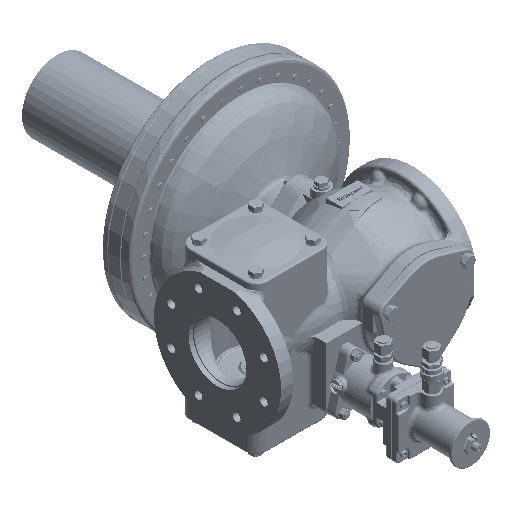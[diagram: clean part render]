
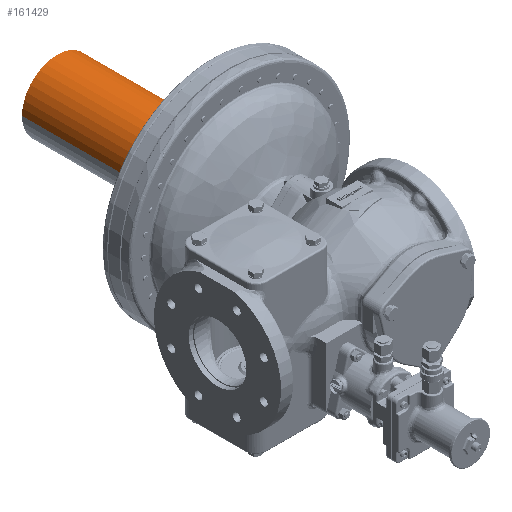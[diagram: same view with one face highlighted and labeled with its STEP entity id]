
A CAD part, isometric view. The second image highlights one B-rep face of the part: STEP entity #161429.
In plain terms, the highlighted cylindrical face has radius 63.5 mm (diameter 127 mm), a partial arc.
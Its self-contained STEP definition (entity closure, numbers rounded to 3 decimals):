
#2818 = CARTESIAN_POINT ( 'NONE',  ( 63.5, 545.28, 0. ) ) ;
#5781 = CARTESIAN_POINT ( 'NONE',  ( -63.5, 545.28, 0. ) ) ;
#15929 = ORIENTED_EDGE ( 'NONE', *, *, #204049, .T. ) ;
#21482 = CIRCLE ( 'NONE', #168883, 63.5 ) ;
#27144 = CARTESIAN_POINT ( 'NONE',  ( -63.5, 545.28, 0. ) ) ;
#38793 = DIRECTION ( 'NONE',  ( 0., -1., 0. ) ) ;
#45137 = LINE ( 'NONE', #27144, #140397 ) ;
#52674 = DIRECTION ( 'NONE',  ( 0., -1., 0. ) ) ;
#65582 = CARTESIAN_POINT ( 'NONE',  ( 0., 340.28, 0. ) ) ;
#74810 = CYLINDRICAL_SURFACE ( 'NONE', #147287, 63.5 ) ;
#76059 = CARTESIAN_POINT ( 'NONE',  ( 0., 545.28, 0. ) ) ;
#76822 = DIRECTION ( 'NONE',  ( 1., 0., 0. ) ) ;
#83549 = DIRECTION ( 'NONE',  ( 1., 0., 0. ) ) ;
#96047 = CIRCLE ( 'NONE', #232168, 63.5 ) ;
#100006 = VECTOR ( 'NONE', #38793, 1000. ) ;
#104545 = VERTEX_POINT ( 'NONE', #111100 ) ;
#111100 = CARTESIAN_POINT ( 'NONE',  ( -63.5, 340.28, 0. ) ) ;
#113921 = ORIENTED_EDGE ( 'NONE', *, *, #197984, .T. ) ;
#129520 = VERTEX_POINT ( 'NONE', #143406 ) ;
#136327 = VERTEX_POINT ( 'NONE', #5781 ) ;
#140397 = VECTOR ( 'NONE', #152422, 1000. ) ;
#141693 = ORIENTED_EDGE ( 'NONE', *, *, #197652, .F. ) ;
#143406 = CARTESIAN_POINT ( 'NONE',  ( 63.5, 545.28, 0. ) ) ;
#147287 = AXIS2_PLACEMENT_3D ( 'NONE', #76059, #184129, #76822 ) ;
#152115 = ORIENTED_EDGE ( 'NONE', *, *, #192803, .T. ) ;
#152422 = DIRECTION ( 'NONE',  ( 0., -1., 0. ) ) ;
#160028 = CARTESIAN_POINT ( 'NONE',  ( 0., 545.28, 0. ) ) ;
#161429 = ADVANCED_FACE ( 'NONE', ( #170088 ), #74810, .T. ) ;
#168883 = AXIS2_PLACEMENT_3D ( 'NONE', #160028, #52674, #177976 ) ;
#170088 = FACE_OUTER_BOUND ( 'NONE', #222626, .T. ) ;
#177976 = DIRECTION ( 'NONE',  ( 1., 0., 0. ) ) ;
#184129 = DIRECTION ( 'NONE',  ( 0., -1., 0. ) ) ;
#190807 = DIRECTION ( 'NONE',  ( 0., 1., 0. ) ) ;
#192803 = EDGE_CURVE ( 'NONE', #104545, #212711, #96047, .T. ) ;
#195218 = LINE ( 'NONE', #2818, #100006 ) ;
#197281 = CARTESIAN_POINT ( 'NONE',  ( 63.5, 340.28, 0. ) ) ;
#197652 = EDGE_CURVE ( 'NONE', #129520, #212711, #195218, .T. ) ;
#197984 = EDGE_CURVE ( 'NONE', #129520, #136327, #21482, .T. ) ;
#204049 = EDGE_CURVE ( 'NONE', #136327, #104545, #45137, .T. ) ;
#212711 = VERTEX_POINT ( 'NONE', #197281 ) ;
#222626 = EDGE_LOOP ( 'NONE', ( #113921, #15929, #152115, #141693 ) ) ;
#232168 = AXIS2_PLACEMENT_3D ( 'NONE', #65582, #190807, #83549 ) ;
